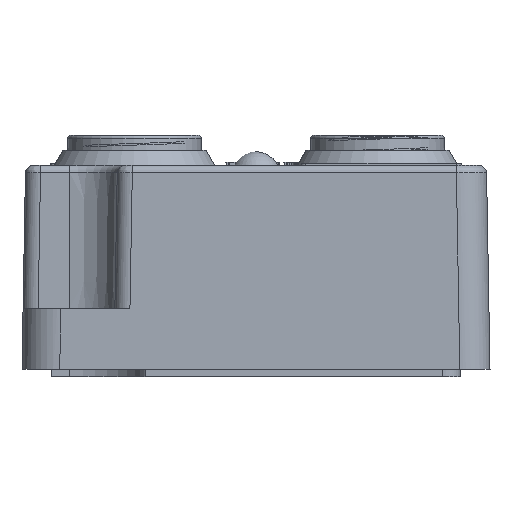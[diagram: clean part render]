
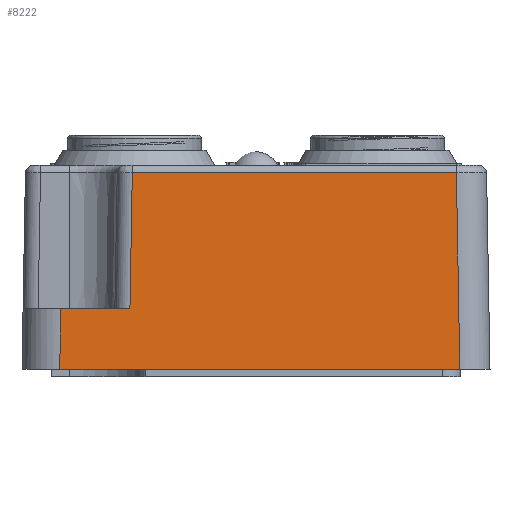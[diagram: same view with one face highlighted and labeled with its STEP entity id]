
A CAD part, front view. The second image highlights one B-rep face of the part: STEP entity #8222.
In plain terms, the highlighted planar face has unit normal (0, -1, 0.018).
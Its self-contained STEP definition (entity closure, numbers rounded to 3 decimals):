
#6990=FACE_OUTER_BOUND('',#13897,.T.);
#8222=ADVANCED_FACE('',(#6990),#9675,.T.);
#9675=PLANE('',#36174);
#13897=EDGE_LOOP('',(#18167,#18168,#18169,#18170,#18171,#18172));
#18167=ORIENTED_EDGE('',*,*,#28281,.T.);
#18168=ORIENTED_EDGE('',*,*,#28282,.T.);
#18169=ORIENTED_EDGE('',*,*,#28283,.T.);
#18170=ORIENTED_EDGE('',*,*,#27643,.F.);
#18171=ORIENTED_EDGE('',*,*,#28284,.T.);
#18172=ORIENTED_EDGE('',*,*,#28285,.T.);
#24666=VERTEX_POINT('',#49914);
#24667=VERTEX_POINT('',#49916);
#25040=VERTEX_POINT('',#52772);
#25041=VERTEX_POINT('',#52773);
#25042=VERTEX_POINT('',#52775);
#25043=VERTEX_POINT('',#52778);
#27643=EDGE_CURVE('',#24666,#24667,#31327,.T.);
#28281=EDGE_CURVE('',#25040,#25041,#31745,.T.);
#28282=EDGE_CURVE('',#25041,#25042,#31746,.T.);
#28283=EDGE_CURVE('',#25042,#24667,#31747,.T.);
#28284=EDGE_CURVE('',#24666,#25043,#31748,.T.);
#28285=EDGE_CURVE('',#25043,#25040,#31749,.T.);
#31327=LINE('',#49915,#33636);
#31745=LINE('',#52771,#34158);
#31746=LINE('',#52774,#34159);
#31747=LINE('',#52776,#34160);
#31748=LINE('',#52777,#34161);
#31749=LINE('',#52779,#34162);
#33636=VECTOR('',#38868,1.);
#34158=VECTOR('',#39824,1.);
#34159=VECTOR('',#39825,1.);
#34160=VECTOR('',#39826,1.);
#34161=VECTOR('',#39827,1.);
#34162=VECTOR('',#39828,1.);
#36174=AXIS2_PLACEMENT_3D('',#52780,#39829,#39830);
#38868=DIRECTION('',(-1.,0.,0.));
#39824=DIRECTION('',(-0.017,-0.017,-1.));
#39825=DIRECTION('',(-1.,0.,0.));
#39826=DIRECTION('',(-0.017,-0.017,-1.));
#39827=DIRECTION('',(-0.017,0.017,1.));
#39828=DIRECTION('',(-1.,0.,0.));
#39829=DIRECTION('',(0.,-1.,0.017));
#39830=DIRECTION('',(0.,-0.017,-1.));
#49914=CARTESIAN_POINT('',(228.85,-182.036,-13.5));
#49915=CARTESIAN_POINT('',(215.35,-182.036,-13.5));
#49916=CARTESIAN_POINT('',(202.35,-182.036,-13.5));
#52771=CARTESIAN_POINT('',(206.933,-182.034,-13.353));
#52772=CARTESIAN_POINT('',(207.157,-181.809,-0.491));
#52773=CARTESIAN_POINT('',(207.,-181.966,-9.5));
#52774=CARTESIAN_POINT('',(203.,-181.966,-9.5));
#52775=CARTESIAN_POINT('',(202.419,-181.966,-9.5));
#52776=CARTESIAN_POINT('',(202.354,-182.032,-13.276));
#52777=CARTESIAN_POINT('',(228.846,-182.032,-13.267));
#52778=CARTESIAN_POINT('',(228.623,-181.809,-0.491));
#52779=CARTESIAN_POINT('',(215.35,-181.809,-0.491));
#52780=CARTESIAN_POINT('',(215.35,-182.036,-13.5));
